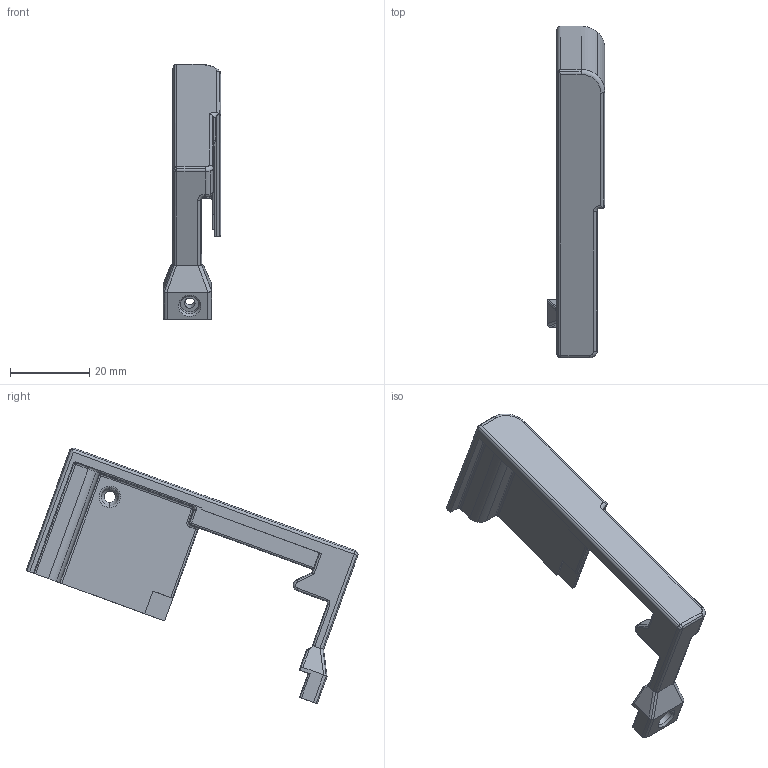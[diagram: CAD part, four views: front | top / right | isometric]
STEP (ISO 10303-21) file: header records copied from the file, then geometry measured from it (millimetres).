
FILE_DESCRIPTION(('STEP AP214'),'1');
FILE_NAME('Cover_led_hole.stp','2023-05-06T18:45:56',(' '),(' '),'Spatial InterOp 3D',' ',' ');
FILE_SCHEMA(('AUTOMOTIVE_DESIGN { 1 0 10303 214 1 1 1 1 }'));
Length unit declared in the file: metre
Products named in the file (1): Cover_led_hole
Bounding box: 14.55 x 83.9 x 64.59 mm (x, y, z)
Volume: 8588.6 mm3; surface area: 6742.8 mm2
Topology: 1 solids, 1 shells, 185 faces, 493 edges, 307 vertices
Faces by surface type: cylinder 111, plane 45, torus 17, sphere 7, cone 4, bspline 1
Entity records: 6229 total; most frequent: CARTESIAN_POINT 1489, DIRECTION 1057, ORIENTED_EDGE 976, EDGE_CURVE 488, AXIS2_PLACEMENT_3D 414, VERTEX_POINT 307, LINE 229, VECTOR 229
